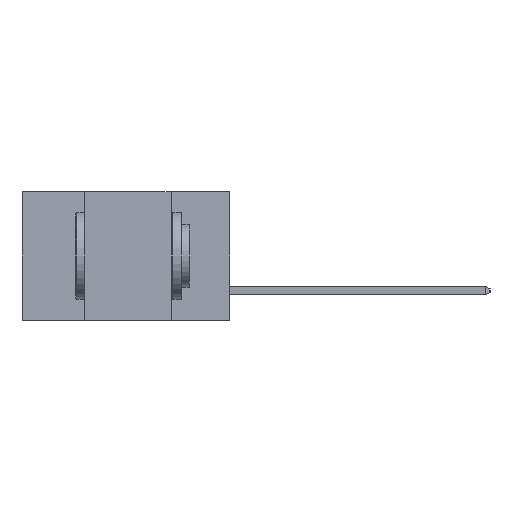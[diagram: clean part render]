
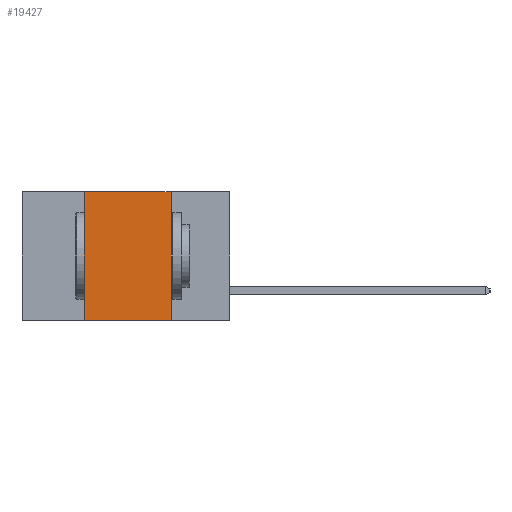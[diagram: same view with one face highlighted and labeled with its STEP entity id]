
A CAD part, left-side view. The second image highlights one B-rep face of the part: STEP entity #19427.
In plain terms, the highlighted planar face has unit normal (-1, 0, 0).
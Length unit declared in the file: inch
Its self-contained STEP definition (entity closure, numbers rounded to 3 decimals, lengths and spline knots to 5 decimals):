
#134 = FACE_OUTER_BOUND ( 'NONE', #11848, .T. ) ;
#1004 = DIRECTION ( 'NONE',  ( 0., 0., 1. ) ) ;
#2212 = EDGE_CURVE ( 'NONE', #4571, #15189, #24076, .T. ) ;
#3050 = CARTESIAN_POINT ( 'NONE',  ( 0., 0.6, 0. ) ) ;
#4185 = DIRECTION ( 'NONE',  ( 0., 0., -1. ) ) ;
#4571 = VERTEX_POINT ( 'NONE', #21778 ) ;
#5072 = DIRECTION ( 'NONE',  ( 0., 0., -1. ) ) ;
#6906 = VERTEX_POINT ( 'NONE', #24418 ) ;
#6917 = EDGE_CURVE ( 'NONE', #9027, #6906, #25655, .T. ) ;
#7003 = DIRECTION ( 'NONE',  ( 0., -1., 0. ) ) ;
#8289 = CARTESIAN_POINT ( 'NONE',  ( 0., 0.42, 0. ) ) ;
#8749 = ORIENTED_EDGE ( 'NONE', *, *, #12060, .T. ) ;
#8870 = VECTOR ( 'NONE', #4185, 39.37008 ) ;
#9027 = VERTEX_POINT ( 'NONE', #19710 ) ;
#9028 = ORIENTED_EDGE ( 'NONE', *, *, #21400, .F. ) ;
#10932 = ORIENTED_EDGE ( 'NONE', *, *, #6917, .F. ) ;
#11632 = CARTESIAN_POINT ( 'NONE',  ( 0., 0.6, 0. ) ) ;
#11848 = EDGE_LOOP ( 'NONE', ( #10932, #9028, #23338, #8749 ) ) ;
#12060 = EDGE_CURVE ( 'NONE', #4571, #6906, #13215, .T. ) ;
#12564 = VECTOR ( 'NONE', #7003, 39.37008 ) ;
#13215 = LINE ( 'NONE', #15167, #12564 ) ;
#13323 = VECTOR ( 'NONE', #1004, 39.37008 ) ;
#13805 = CARTESIAN_POINT ( 'NONE',  ( 0., 0.42, 0. ) ) ;
#14333 = CARTESIAN_POINT ( 'NONE',  ( 0., 0.17, 0. ) ) ;
#15167 = CARTESIAN_POINT ( 'NONE',  ( 0., 0.6, -0.37 ) ) ;
#15189 = VERTEX_POINT ( 'NONE', #8289 ) ;
#15265 = PLANE ( 'NONE',  #15690 ) ;
#15690 = AXIS2_PLACEMENT_3D ( 'NONE', #3050, #17346, #5072 ) ;
#17346 = DIRECTION ( 'NONE',  ( 1., 0., 0. ) ) ;
#19097 = VECTOR ( 'NONE', #25858, 39.37008 ) ;
#19427 = ADVANCED_FACE ( 'NONE', ( #134 ), #15265, .F. ) ;
#19710 = CARTESIAN_POINT ( 'NONE',  ( 0., 0.17, 0. ) ) ;
#21400 = EDGE_CURVE ( 'NONE', #15189, #9027, #24411, .T. ) ;
#21778 = CARTESIAN_POINT ( 'NONE',  ( 0., 0.42, -0.37 ) ) ;
#23338 = ORIENTED_EDGE ( 'NONE', *, *, #2212, .F. ) ;
#24076 = LINE ( 'NONE', #13805, #13323 ) ;
#24411 = LINE ( 'NONE', #11632, #19097 ) ;
#24418 = CARTESIAN_POINT ( 'NONE',  ( 0., 0.17, -0.37 ) ) ;
#25655 = LINE ( 'NONE', #14333, #8870 ) ;
#25858 = DIRECTION ( 'NONE',  ( 0., -1., 0. ) ) ;
